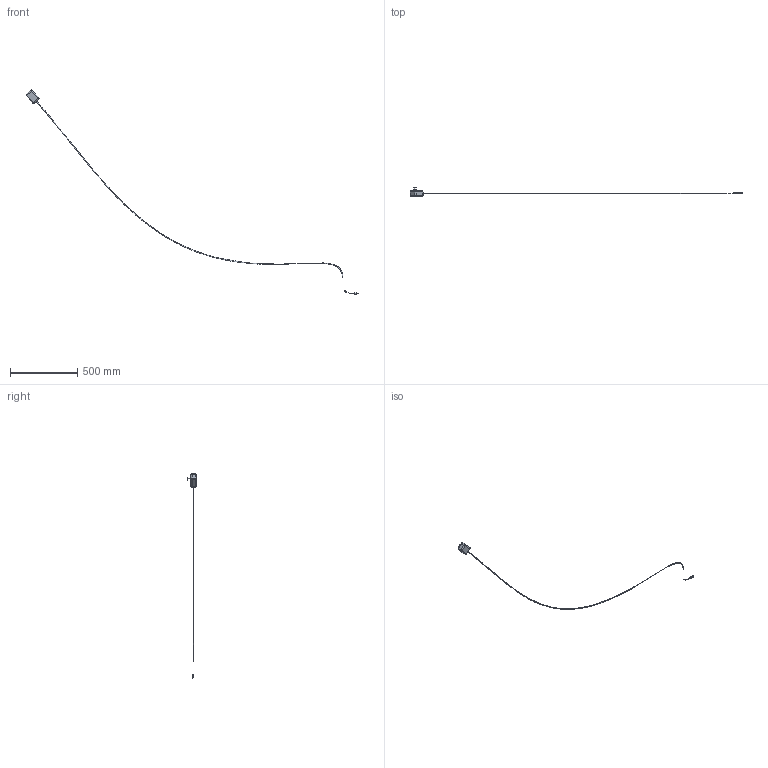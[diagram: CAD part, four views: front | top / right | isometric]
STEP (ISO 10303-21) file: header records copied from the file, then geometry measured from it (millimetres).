
FILE_DESCRIPTION(/* description */ (''),/* implementation_level */ '2;1');
FILE_NAME(/* name */ 'Power_Supply_12v_v1.step',/* time_stamp */ '2022-03-24T13:09:37+04:00',/* author */ (''),/* organization */ (''),/* preprocessor_version */ 'ST-DEVELOPER v18.1',/* originating_system */ 'Autodesk Translation Framework v10.13.0.1454',/* authorisation */ '');
FILE_SCHEMA (('AUTOMOTIVE_DESIGN { 1 0 10303 214 3 1 1 }'));
Length unit declared in the file: millimetre
Products named in the file (3): Power Supply 12v; Wiring external 1; DJK-11B v1
Assembly tree (2 placements, depth 3):
  Power Supply 12v
    Wiring external 1
      DJK-11B v1
Bounding box: 2465.21 x 64 x 1515.28 mm (x, y, z)
Volume: 238197.4 mm3; surface area: 55234.9 mm2
Topology: 3 solids, 3 shells, 64 faces, 125 edges, 73 vertices
Faces by surface type: cylinder 26, plane 17, sphere 8, torus 5, bspline 5, cone 3
Full cylindrical faces by diameter (mm): 3 x1, 3.5 x1, 5 x2, 5.5 x1, 6 x4, 6.307 x1, 9 x1, 39 x1
Entity records: 2981 total; most frequent: CARTESIAN_POINT 1574, DIRECTION 305, ORIENTED_EDGE 250, AXIS2_PLACEMENT_3D 132, EDGE_CURVE 125, VERTEX_POINT 73, EDGE_LOOP 72, CIRCLE 68
